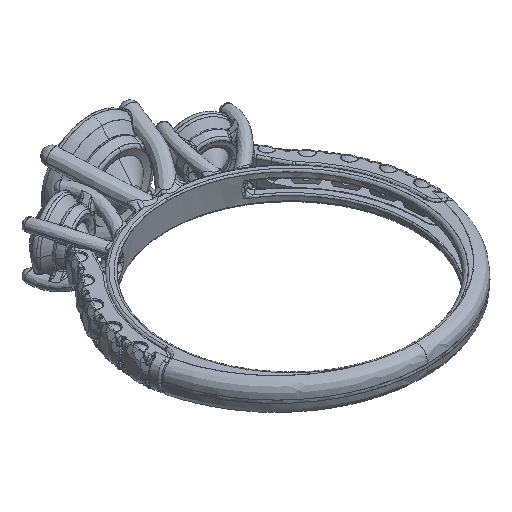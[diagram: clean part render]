
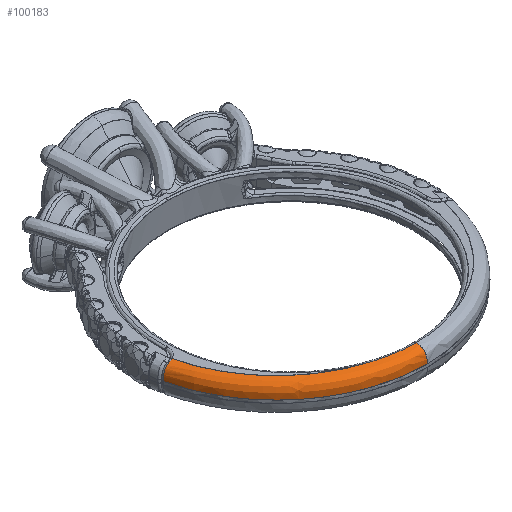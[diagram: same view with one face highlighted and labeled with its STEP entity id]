
A CAD part, isometric view. The second image highlights one B-rep face of the part: STEP entity #100183.
In plain terms, the highlighted free-form (B-spline) face has degree [2, 3] with [3, 10] control points.
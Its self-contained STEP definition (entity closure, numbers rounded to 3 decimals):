
#100183 = ADVANCED_FACE('',(#100184),#100272,.T.);
#100184 = FACE_BOUND('',#100185,.T.);
#100185 = EDGE_LOOP('',(#100186,#100203,#100211,#100229,#100252,#100261)
  );
#100186 = ORIENTED_EDGE('',*,*,#100187,.T.);
#100187 = EDGE_CURVE('',#100188,#100190,#100192,.T.);
#100188 = VERTEX_POINT('',#100189);
#100189 = CARTESIAN_POINT('',(-13.802,-1.92,
    0.135));
#100190 = VERTEX_POINT('',#100191);
#100191 = CARTESIAN_POINT('',(0.,-12.887,0.135));
#100192 = B_SPLINE_CURVE_WITH_KNOTS('',3,(#100193,#100194,#100195,
    #100196,#100197,#100198,#100199,#100200,#100201,#100202),
  .UNSPECIFIED.,.F.,.F.,(4,2,2,2,4),(-0.464,-0.41,
    -0.357,-0.303,-0.25),.UNSPECIFIED.);
#100193 = CARTESIAN_POINT('',(-13.802,-1.92,
    0.135));
#100194 = CARTESIAN_POINT('',(-13.444,-3.465,
    0.135));
#100195 = CARTESIAN_POINT('',(-12.824,-4.948,
    0.135));
#100196 = CARTESIAN_POINT('',(-11.13,-7.629,
    0.135));
#100197 = CARTESIAN_POINT('',(-10.056,-8.825,
    0.135));
#100198 = CARTESIAN_POINT('',(-7.573,-10.798,
    0.135));
#100199 = CARTESIAN_POINT('',(-6.165,-11.573,
    0.135));
#100200 = CARTESIAN_POINT('',(-3.171,-12.618,
    0.135));
#100201 = CARTESIAN_POINT('',(-1.586,-12.887,
    0.135));
#100202 = CARTESIAN_POINT('',(0.,-12.887,0.135));
#100203 = ORIENTED_EDGE('',*,*,#100204,.T.);
#100204 = EDGE_CURVE('',#100190,#100205,#100207,.T.);
#100205 = VERTEX_POINT('',#100206);
#100206 = CARTESIAN_POINT('',(0.,-11.853,
    1.349));
#100207 = B_SPLINE_CURVE_WITH_KNOTS('',2,(#100208,#100209,#100210),
  .UNSPECIFIED.,.F.,.F.,(3,3),(0.,0.001),
  .PIECEWISE_BEZIER_KNOTS.);
#100208 = CARTESIAN_POINT('',(0.,-12.887,0.135));
#100209 = CARTESIAN_POINT('',(0.,-12.887,1.323));
#100210 = CARTESIAN_POINT('',(0.,-11.853,1.349));
#100211 = ORIENTED_EDGE('',*,*,#100212,.T.);
#100212 = EDGE_CURVE('',#100205,#100213,#100215,.T.);
#100213 = VERTEX_POINT('',#100214);
#100214 = CARTESIAN_POINT('',(-3.757,-11.256,
    1.349));
#100215 = B_SPLINE_CURVE_WITH_KNOTS('',3,(#100216,#100217,#100218,
    #100219,#100220,#100221,#100222,#100223,#100224,#100225,#100226,
    #100227,#100228),.UNSPECIFIED.,.F.,.F.,(4,1,1,1,1,1,1,1,1,1,4),(0.,
    0.102,0.203,0.304,0.405,
    0.505,0.605,0.704,0.803,
    0.902,1.),.UNSPECIFIED.);
#100216 = CARTESIAN_POINT('',(0.,-11.853,
    1.349));
#100217 = CARTESIAN_POINT('',(-0.13,-11.852,
    1.349));
#100218 = CARTESIAN_POINT('',(-0.388,-11.85,
    1.349));
#100219 = CARTESIAN_POINT('',(-0.775,-11.83,
    1.349));
#100220 = CARTESIAN_POINT('',(-1.16,-11.799,
    1.349));
#100221 = CARTESIAN_POINT('',(-1.542,-11.757,
    1.349));
#100222 = CARTESIAN_POINT('',(-1.921,-11.702,
    1.349));
#100223 = CARTESIAN_POINT('',(-2.296,-11.635,
    1.349));
#100224 = CARTESIAN_POINT('',(-2.668,-11.558,
    1.349));
#100225 = CARTESIAN_POINT('',(-3.036,-11.469,
    1.349));
#100226 = CARTESIAN_POINT('',(-3.399,-11.369,
    1.349));
#100227 = CARTESIAN_POINT('',(-3.638,-11.294,
    1.349));
#100228 = CARTESIAN_POINT('',(-3.757,-11.256,
    1.349));
#100229 = ORIENTED_EDGE('',*,*,#100230,.T.);
#100230 = EDGE_CURVE('',#100213,#100231,#100233,.T.);
#100231 = VERTEX_POINT('',#100232);
#100232 = CARTESIAN_POINT('',(-12.743,-1.707,
    1.349));
#100233 = B_SPLINE_CURVE_WITH_KNOTS('',3,(#100234,#100235,#100236,
    #100237,#100238,#100239,#100240,#100241,#100242,#100243,#100244,
    #100245,#100246,#100247,#100248,#100249,#100250,#100251),
  .UNSPECIFIED.,.F.,.F.,(4,1,1,1,1,1,1,1,1,1,1,1,1,1,1,4),(
    -0.704,-0.696,-0.688,-0.672,
    -0.656,-0.641,-0.625,-0.609,
    -0.594,-0.578,-0.562,-0.557,
    -0.552,-0.547,-0.542,-0.537),
  .UNSPECIFIED.);
#100234 = CARTESIAN_POINT('',(-3.757,-11.256,
    1.349));
#100235 = CARTESIAN_POINT('',(-3.968,-11.19,
    1.349));
#100236 = CARTESIAN_POINT('',(-4.391,-11.056,
    1.349));
#100237 = CARTESIAN_POINT('',(-5.203,-10.741,
    1.349));
#100238 = CARTESIAN_POINT('',(-6.18,-10.281,
    1.349));
#100239 = CARTESIAN_POINT('',(-7.283,-9.618,
    1.349));
#100240 = CARTESIAN_POINT('',(-8.318,-8.852,
    1.349));
#100241 = CARTESIAN_POINT('',(-9.27,-7.988,
    1.349));
#100242 = CARTESIAN_POINT('',(-10.134,-7.035,
    1.349));
#100243 = CARTESIAN_POINT('',(-10.9,-6.001,
    1.349));
#100244 = CARTESIAN_POINT('',(-11.562,-4.897,
    1.349));
#100245 = CARTESIAN_POINT('',(-11.99,-3.994,
    1.349));
#100246 = CARTESIAN_POINT('',(-12.251,-3.333,
    1.349));
#100247 = CARTESIAN_POINT('',(-12.394,-2.933,
    1.349));
#100248 = CARTESIAN_POINT('',(-12.524,-2.528,
    1.349));
#100249 = CARTESIAN_POINT('',(-12.642,-2.12,
    1.349));
#100250 = CARTESIAN_POINT('',(-12.709,-1.845,
    1.349));
#100251 = CARTESIAN_POINT('',(-12.743,-1.707,
    1.349));
#100252 = ORIENTED_EDGE('',*,*,#100253,.T.);
#100253 = EDGE_CURVE('',#100231,#100254,#100256,.T.);
#100254 = VERTEX_POINT('',#100255);
#100255 = CARTESIAN_POINT('',(-13.192,-1.831,
    1.276));
#100256 = B_SPLINE_CURVE_WITH_KNOTS('',3,(#100257,#100258,#100259,
    #100260),.UNSPECIFIED.,.F.,.F.,(4,4),(0.,0.),
  .PIECEWISE_BEZIER_KNOTS.);
#100257 = CARTESIAN_POINT('',(-12.743,-1.707,
    1.349));
#100258 = CARTESIAN_POINT('',(-12.887,-1.77,
    1.349));
#100259 = CARTESIAN_POINT('',(-13.044,-1.81,
    1.331));
#100260 = CARTESIAN_POINT('',(-13.192,-1.831,
    1.276));
#100261 = ORIENTED_EDGE('',*,*,#100262,.T.);
#100262 = EDGE_CURVE('',#100254,#100188,#100263,.T.);
#100263 = B_SPLINE_CURVE_WITH_KNOTS('',3,(#100264,#100265,#100266,
    #100267,#100268,#100269,#100270,#100271),.UNSPECIFIED.,.F.,.F.,(4,2,
    2,4),(0.,0.,0.001,0.001),
  .UNSPECIFIED.);
#100264 = CARTESIAN_POINT('',(-13.192,-1.831,
    1.276));
#100265 = CARTESIAN_POINT('',(-13.301,-1.847,
    1.236));
#100266 = CARTESIAN_POINT('',(-13.401,-1.862,
    1.176));
#100267 = CARTESIAN_POINT('',(-13.568,-1.887,
    1.017));
#100268 = CARTESIAN_POINT('',(-13.633,-1.897,
    0.919));
#100269 = CARTESIAN_POINT('',(-13.774,-1.917,
    0.603));
#100270 = CARTESIAN_POINT('',(-13.801,-1.92,
    0.366));
#100271 = CARTESIAN_POINT('',(-13.801,-1.92,
    0.135));
#100272 = B_SPLINE_SURFACE_WITH_KNOTS('',2,3,(
    (#100273,#100274,#100275,#100276,#100277,#100278,#100279,#100280
      ,#100281,#100282)
    ,(#100283,#100284,#100285,#100286,#100287,#100288,#100289,#100290
      ,#100291,#100292)
    ,(#100293,#100294,#100295,#100296,#100297,#100298,#100299,#100300
      ,#100301,#100302
    )),.UNSPECIFIED.,.F.,.F.,.F.,(3,3),(4,2,2,2,4),(0.,1.),(
    3.362,3.534,3.927,4.32,
    4.712),.UNSPECIFIED.);
#100273 = CARTESIAN_POINT('',(-12.773,-1.573,
    1.349));
#100274 = CARTESIAN_POINT('',(-12.609,-2.309,
    1.349));
#100275 = CARTESIAN_POINT('',(-12.381,-3.031,
    1.349));
#100276 = CARTESIAN_POINT('',(-11.437,-5.31,
    1.349));
#100277 = CARTESIAN_POINT('',(-10.467,-6.762,
    1.349));
#100278 = CARTESIAN_POINT('',(-8.044,-9.185,
    1.349));
#100279 = CARTESIAN_POINT('',(-6.592,-10.155,
    1.349));
#100280 = CARTESIAN_POINT('',(-3.426,-11.467,
    1.349));
#100281 = CARTESIAN_POINT('',(-1.713,-11.807,
    1.349));
#100282 = CARTESIAN_POINT('',(0.,-11.807,
    1.349));
#100283 = CARTESIAN_POINT('',(-13.827,-1.809,
    1.349));
#100284 = CARTESIAN_POINT('',(-13.649,-2.605,
    1.349));
#100285 = CARTESIAN_POINT('',(-13.402,-3.386,
    1.349));
#100286 = CARTESIAN_POINT('',(-12.38,-5.854,
    1.349));
#100287 = CARTESIAN_POINT('',(-11.33,-7.425,
    1.349));
#100288 = CARTESIAN_POINT('',(-8.707,-10.048,
    1.349));
#100289 = CARTESIAN_POINT('',(-7.136,-11.098,
    1.349));
#100290 = CARTESIAN_POINT('',(-3.709,-12.518,
    1.349));
#100291 = CARTESIAN_POINT('',(-1.855,-12.887,
    1.349));
#100292 = CARTESIAN_POINT('',(0.,-12.887,
    1.349));
#100293 = CARTESIAN_POINT('',(-13.827,-1.809,
    0.135));
#100294 = CARTESIAN_POINT('',(-13.649,-2.605,
    0.135));
#100295 = CARTESIAN_POINT('',(-13.402,-3.386,
    0.135));
#100296 = CARTESIAN_POINT('',(-12.38,-5.854,
    0.135));
#100297 = CARTESIAN_POINT('',(-11.33,-7.425,
    0.135));
#100298 = CARTESIAN_POINT('',(-8.707,-10.048,
    0.135));
#100299 = CARTESIAN_POINT('',(-7.136,-11.098,
    0.135));
#100300 = CARTESIAN_POINT('',(-3.709,-12.518,
    0.135));
#100301 = CARTESIAN_POINT('',(-1.855,-12.887,
    0.135));
#100302 = CARTESIAN_POINT('',(0.,-12.887,
    0.135));
